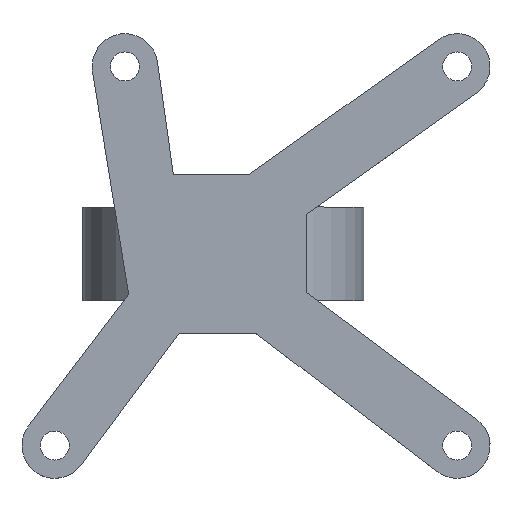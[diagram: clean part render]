
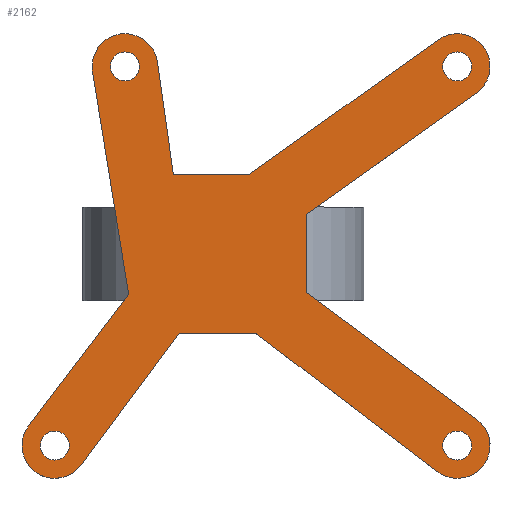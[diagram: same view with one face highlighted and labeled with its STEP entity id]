
A CAD part, top view. The second image highlights one B-rep face of the part: STEP entity #2162.
In plain terms, the highlighted planar face has unit normal (0, 0, 1).
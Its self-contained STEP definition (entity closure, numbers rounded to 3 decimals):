
#805=CARTESIAN_POINT('',(25.,20.,20.));
#806=DIRECTION('',(0.,0.,1.));
#807=DIRECTION('',(0.,1.,0.));
#808=AXIS2_PLACEMENT_3D('',#805,#806,#807);
#810=CARTESIAN_POINT('',(25.,20.,20.));
#811=DIRECTION('',(0.,0.,1.));
#812=DIRECTION('',(0.,-1.,0.));
#813=AXIS2_PLACEMENT_3D('',#810,#811,#812);
#815=CARTESIAN_POINT('',(25.,-20.5,20.));
#816=DIRECTION('',(0.,0.,1.));
#817=DIRECTION('',(0.,1.,0.));
#818=AXIS2_PLACEMENT_3D('',#815,#816,#817);
#820=CARTESIAN_POINT('',(25.,-20.5,20.));
#821=DIRECTION('',(0.,0.,1.));
#822=DIRECTION('',(0.,-1.,0.));
#823=AXIS2_PLACEMENT_3D('',#820,#821,#822);
#825=CARTESIAN_POINT('',(-10.5,20.,20.));
#826=DIRECTION('',(0.,0.,1.));
#827=DIRECTION('',(0.,1.,0.));
#828=AXIS2_PLACEMENT_3D('',#825,#826,#827);
#830=CARTESIAN_POINT('',(-10.5,20.,20.));
#831=DIRECTION('',(0.,0.,1.));
#832=DIRECTION('',(0.,-1.,0.));
#833=AXIS2_PLACEMENT_3D('',#830,#831,#832);
#835=CARTESIAN_POINT('',(-18.,-20.5,20.));
#836=DIRECTION('',(0.,0.,1.));
#837=DIRECTION('',(0.,1.,0.));
#838=AXIS2_PLACEMENT_3D('',#835,#836,#837);
#840=CARTESIAN_POINT('',(-18.,-20.5,20.));
#841=DIRECTION('',(0.,0.,1.));
#842=DIRECTION('',(0.,-1.,0.));
#843=AXIS2_PLACEMENT_3D('',#840,#841,#842);
#845=DIRECTION('',(0.606,0.795,0.));
#846=VECTOR('',#845,17.624);
#847=CARTESIAN_POINT('',(-20.784,-18.379,20.));
#848=LINE('',#847,#846);
#849=DIRECTION('',(-0.16,0.987,0.));
#850=VECTOR('',#849,24.175);
#851=CARTESIAN_POINT('',(-10.104,-4.36,20.));
#852=LINE('',#851,#850);
#853=CARTESIAN_POINT('',(-10.5,20.,20.));
#854=DIRECTION('',(0.,0.,1.));
#855=DIRECTION('',(0.99,0.141,0.));
#856=AXIS2_PLACEMENT_3D('',#853,#854,#855);
#858=DIRECTION('',(0.141,-0.99,0.));
#859=VECTOR('',#858,12.116);
#860=CARTESIAN_POINT('',(-7.035,20.495,20.));
#861=LINE('',#860,#859);
#862=DIRECTION('',(1.,0.,0.));
#863=VECTOR('',#862,8.148);
#864=CARTESIAN_POINT('',(-5.322,8.5,20.));
#865=LINE('',#864,#863);
#866=DIRECTION('',(0.814,0.58,0.));
#867=VECTOR('',#866,24.732);
#868=CARTESIAN_POINT('',(2.826,8.5,20.));
#869=LINE('',#868,#867);
#870=CARTESIAN_POINT('',(25.,20.,20.));
#871=DIRECTION('',(0.,0.,1.));
#872=DIRECTION('',(0.58,-0.814,0.));
#873=AXIS2_PLACEMENT_3D('',#870,#871,#872);
#875=DIRECTION('',(-0.814,-0.58,0.));
#876=VECTOR('',#875,22.313);
#877=CARTESIAN_POINT('',(27.031,17.149,20.));
#878=LINE('',#877,#876);
#879=DIRECTION('',(0.,-1.,0.));
#880=VECTOR('',#879,8.341);
#881=CARTESIAN_POINT('',(8.858,4.203,20.));
#882=LINE('',#881,#880);
#883=DIRECTION('',(0.803,-0.597,0.));
#884=VECTOR('',#883,22.716);
#885=CARTESIAN_POINT('',(8.858,-4.139,20.));
#886=LINE('',#885,#884);
#887=CARTESIAN_POINT('',(25.,-20.5,20.));
#888=DIRECTION('',(0.,0.,-1.));
#889=DIRECTION('',(0.597,0.803,0.));
#890=AXIS2_PLACEMENT_3D('',#887,#888,#889);
#892=DIRECTION('',(-0.795,0.606,0.));
#893=VECTOR('',#892,24.437);
#894=CARTESIAN_POINT('',(22.912,-23.309,20.));
#895=LINE('',#894,#893);
#896=DIRECTION('',(-1.,0.,0.));
#897=VECTOR('',#896,8.192);
#898=CARTESIAN_POINT('',(3.474,-8.5,20.));
#899=LINE('',#898,#897);
#900=DIRECTION('',(-0.597,-0.803,0.));
#901=VECTOR('',#900,17.596);
#902=CARTESIAN_POINT('',(-4.718,-8.5,20.));
#903=LINE('',#902,#901);
#904=CARTESIAN_POINT('',(-18.,-20.5,20.));
#905=DIRECTION('',(0.,0.,-1.));
#906=DIRECTION('',(0.795,-0.606,0.));
#907=AXIS2_PLACEMENT_3D('',#904,#905,#906);
#1132=CARTESIAN_POINT('',(25.,21.55,20.));
#1133=CARTESIAN_POINT('',(25.,18.45,20.));
#1134=VERTEX_POINT('',#1132);
#1135=VERTEX_POINT('',#1133);
#1136=CARTESIAN_POINT('',(25.,-18.95,20.));
#1137=CARTESIAN_POINT('',(25.,-22.05,20.));
#1138=VERTEX_POINT('',#1136);
#1139=VERTEX_POINT('',#1137);
#1140=CARTESIAN_POINT('',(-10.5,21.55,20.));
#1141=CARTESIAN_POINT('',(-10.5,18.45,20.));
#1142=VERTEX_POINT('',#1140);
#1143=VERTEX_POINT('',#1141);
#1144=CARTESIAN_POINT('',(-18.,-18.95,20.));
#1145=CARTESIAN_POINT('',(-18.,-22.05,20.));
#1146=VERTEX_POINT('',#1144);
#1147=VERTEX_POINT('',#1145);
#1178=CARTESIAN_POINT('',(-20.784,-18.379,20.));
#1179=CARTESIAN_POINT('',(-10.104,-4.36,20.));
#1180=VERTEX_POINT('',#1178);
#1181=VERTEX_POINT('',#1179);
#1182=CARTESIAN_POINT('',(-13.965,19.505,20.));
#1183=VERTEX_POINT('',#1182);
#1184=CARTESIAN_POINT('',(-7.035,20.495,20.));
#1185=VERTEX_POINT('',#1184);
#1186=CARTESIAN_POINT('',(-5.322,8.5,20.));
#1187=VERTEX_POINT('',#1186);
#1188=CARTESIAN_POINT('',(2.826,8.5,20.));
#1189=VERTEX_POINT('',#1188);
#1190=CARTESIAN_POINT('',(22.969,22.851,20.));
#1191=VERTEX_POINT('',#1190);
#1192=CARTESIAN_POINT('',(27.031,17.149,20.));
#1193=VERTEX_POINT('',#1192);
#1194=CARTESIAN_POINT('',(8.858,4.203,20.));
#1195=VERTEX_POINT('',#1194);
#1196=CARTESIAN_POINT('',(8.858,-4.139,20.));
#1197=VERTEX_POINT('',#1196);
#1198=CARTESIAN_POINT('',(27.088,-17.691,20.));
#1199=VERTEX_POINT('',#1198);
#1200=CARTESIAN_POINT('',(22.912,-23.309,20.));
#1201=VERTEX_POINT('',#1200);
#1202=CARTESIAN_POINT('',(3.474,-8.5,20.));
#1203=VERTEX_POINT('',#1202);
#1204=CARTESIAN_POINT('',(-4.718,-8.5,20.));
#1205=VERTEX_POINT('',#1204);
#1206=CARTESIAN_POINT('',(-15.216,-22.621,20.));
#1207=VERTEX_POINT('',#1206);
#2103=CARTESIAN_POINT('',(-29.,-24.,20.));
#2104=DIRECTION('',(0.,0.,1.));
#2105=DIRECTION('',(1.,0.,0.));
#2106=AXIS2_PLACEMENT_3D('',#2103,#2104,#2105);
#2107=PLANE('',#2106);
#2109=ORIENTED_EDGE('',*,*,#2108,.T.);
#2111=ORIENTED_EDGE('',*,*,#2110,.T.);
#2113=ORIENTED_EDGE('',*,*,#2112,.F.);
#2115=ORIENTED_EDGE('',*,*,#2114,.T.);
#2117=ORIENTED_EDGE('',*,*,#2116,.T.);
#2119=ORIENTED_EDGE('',*,*,#2118,.T.);
#2121=ORIENTED_EDGE('',*,*,#2120,.F.);
#2123=ORIENTED_EDGE('',*,*,#2122,.T.);
#2125=ORIENTED_EDGE('',*,*,#2124,.T.);
#2127=ORIENTED_EDGE('',*,*,#2126,.T.);
#2129=ORIENTED_EDGE('',*,*,#2128,.T.);
#2131=ORIENTED_EDGE('',*,*,#2130,.T.);
#2133=ORIENTED_EDGE('',*,*,#2132,.T.);
#2135=ORIENTED_EDGE('',*,*,#2134,.T.);
#2137=ORIENTED_EDGE('',*,*,#2136,.T.);
#2138=EDGE_LOOP('',(#2109,#2111,#2113,#2115,#2117,#2119,#2121,#2123,#2125,#2127,
#2129,#2131,#2133,#2135,#2137));
#2139=FACE_OUTER_BOUND('',#2138,.F.);
#2141=ORIENTED_EDGE('',*,*,#2140,.T.);
#2143=ORIENTED_EDGE('',*,*,#2142,.T.);
#2144=EDGE_LOOP('',(#2141,#2143));
#2145=FACE_BOUND('',#2144,.F.);
#2147=ORIENTED_EDGE('',*,*,#2146,.T.);
#2149=ORIENTED_EDGE('',*,*,#2148,.T.);
#2150=EDGE_LOOP('',(#2147,#2149));
#2151=FACE_BOUND('',#2150,.F.);
#2153=ORIENTED_EDGE('',*,*,#2152,.T.);
#2155=ORIENTED_EDGE('',*,*,#2154,.T.);
#2156=EDGE_LOOP('',(#2153,#2155));
#2157=FACE_BOUND('',#2156,.F.);
#2158=ORIENTED_EDGE('',*,*,#2083,.T.);
#2159=ORIENTED_EDGE('',*,*,#2097,.T.);
#2160=EDGE_LOOP('',(#2158,#2159));
#2161=FACE_BOUND('',#2160,.F.);
#2162=ADVANCED_FACE('',(#2139,#2145,#2151,#2157,#2161),#2107,.T.);
#809=CIRCLE('',#808,1.55);
#814=CIRCLE('',#813,1.55);
#819=CIRCLE('',#818,1.55);
#824=CIRCLE('',#823,1.55);
#829=CIRCLE('',#828,1.55);
#834=CIRCLE('',#833,1.55);
#839=CIRCLE('',#838,1.55);
#844=CIRCLE('',#843,1.55);
#857=CIRCLE('',#856,3.5);
#874=CIRCLE('',#873,3.5);
#891=CIRCLE('',#890,3.5);
#908=CIRCLE('',#907,3.5);
#2083=EDGE_CURVE('',#1134,#1135,#809,.T.);
#2097=EDGE_CURVE('',#1135,#1134,#814,.T.);
#2108=EDGE_CURVE('',#1180,#1181,#848,.T.);
#2110=EDGE_CURVE('',#1181,#1183,#852,.T.);
#2112=EDGE_CURVE('',#1185,#1183,#857,.T.);
#2114=EDGE_CURVE('',#1185,#1187,#861,.T.);
#2116=EDGE_CURVE('',#1187,#1189,#865,.T.);
#2118=EDGE_CURVE('',#1189,#1191,#869,.T.);
#2120=EDGE_CURVE('',#1193,#1191,#874,.T.);
#2122=EDGE_CURVE('',#1193,#1195,#878,.T.);
#2124=EDGE_CURVE('',#1195,#1197,#882,.T.);
#2126=EDGE_CURVE('',#1197,#1199,#886,.T.);
#2128=EDGE_CURVE('',#1199,#1201,#891,.T.);
#2130=EDGE_CURVE('',#1201,#1203,#895,.T.);
#2132=EDGE_CURVE('',#1203,#1205,#899,.T.);
#2134=EDGE_CURVE('',#1205,#1207,#903,.T.);
#2136=EDGE_CURVE('',#1207,#1180,#908,.T.);
#2140=EDGE_CURVE('',#1138,#1139,#819,.T.);
#2142=EDGE_CURVE('',#1139,#1138,#824,.T.);
#2146=EDGE_CURVE('',#1142,#1143,#829,.T.);
#2148=EDGE_CURVE('',#1143,#1142,#834,.T.);
#2152=EDGE_CURVE('',#1146,#1147,#839,.T.);
#2154=EDGE_CURVE('',#1147,#1146,#844,.T.);
